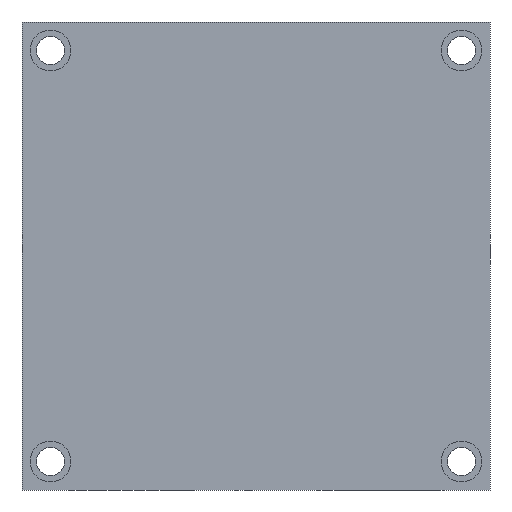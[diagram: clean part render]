
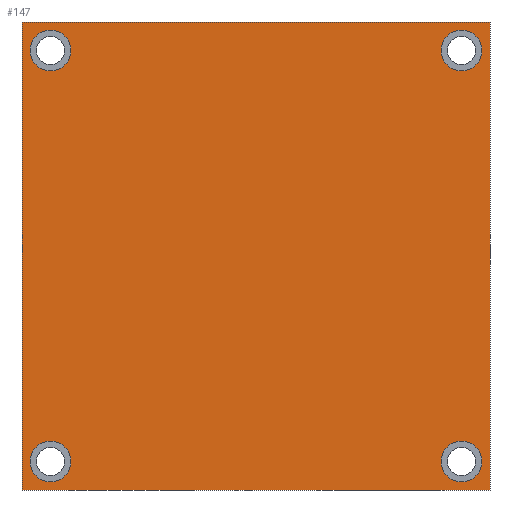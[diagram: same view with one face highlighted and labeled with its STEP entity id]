
A CAD part, front view. The second image highlights one B-rep face of the part: STEP entity #147.
In plain terms, the highlighted planar face has unit normal (0, -1, 0).
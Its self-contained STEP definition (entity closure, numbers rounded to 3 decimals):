
#147 = ADVANCED_FACE( '', ( #344, #345, #346, #347, #348 ), #349, .F. );
#344 = FACE_BOUND( '', #580, .T. );
#345 = FACE_BOUND( '', #581, .T. );
#346 = FACE_OUTER_BOUND( '', #582, .T. );
#347 = FACE_BOUND( '', #583, .T. );
#348 = FACE_BOUND( '', #584, .T. );
#349 = PLANE( '', #585 );
#580 = EDGE_LOOP( '', ( #881 ) );
#581 = EDGE_LOOP( '', ( #882 ) );
#582 = EDGE_LOOP( '', ( #883, #884, #885, #886 ) );
#583 = EDGE_LOOP( '', ( #887 ) );
#584 = EDGE_LOOP( '', ( #888 ) );
#585 = AXIS2_PLACEMENT_3D( '', #889, #890, #891 );
#881 = ORIENTED_EDGE( '', *, *, #1079, .F. );
#882 = ORIENTED_EDGE( '', *, *, #1098, .F. );
#883 = ORIENTED_EDGE( '', *, *, #1068, .T. );
#884 = ORIENTED_EDGE( '', *, *, #1116, .F. );
#885 = ORIENTED_EDGE( '', *, *, #1117, .F. );
#886 = ORIENTED_EDGE( '', *, *, #1118, .T. );
#887 = ORIENTED_EDGE( '', *, *, #1119, .F. );
#888 = ORIENTED_EDGE( '', *, *, #1120, .F. );
#889 = CARTESIAN_POINT( '', ( -115., 0., 230. ) );
#890 = DIRECTION( '', ( 0., 1., 0. ) );
#891 = DIRECTION( '', ( 0., 0., 1. ) );
#1068 = EDGE_CURVE( '', #1214, #1218, #1220, .T. );
#1079 = EDGE_CURVE( '', #1236, #1236, #1237, .T. );
#1098 = EDGE_CURVE( '', #1264, #1264, #1265, .T. );
#1116 = EDGE_CURVE( '', #1291, #1218, #1292, .T. );
#1117 = EDGE_CURVE( '', #1293, #1291, #1294, .T. );
#1118 = EDGE_CURVE( '', #1293, #1214, #1295, .T. );
#1119 = EDGE_CURVE( '', #1296, #1296, #1297, .T. );
#1120 = EDGE_CURVE( '', #1298, #1298, #1299, .T. );
#1214 = VERTEX_POINT( '', #1460 );
#1218 = VERTEX_POINT( '', #1466 );
#1220 = LINE( '', #1469, #1470 );
#1236 = VERTEX_POINT( '', #1486 );
#1237 = CIRCLE( '', #1487, 10. );
#1264 = VERTEX_POINT( '', #1514 );
#1265 = CIRCLE( '', #1515, 10. );
#1291 = VERTEX_POINT( '', #1541 );
#1292 = LINE( '', #1542, #1543 );
#1293 = VERTEX_POINT( '', #1544 );
#1294 = LINE( '', #1545, #1546 );
#1295 = LINE( '', #1547, #1548 );
#1296 = VERTEX_POINT( '', #1549 );
#1297 = CIRCLE( '', #1550, 10. );
#1298 = VERTEX_POINT( '', #1551 );
#1299 = CIRCLE( '', #1552, 10. );
#1460 = CARTESIAN_POINT( '', ( -115., 0., 0. ) );
#1466 = CARTESIAN_POINT( '', ( 115., 0., 0. ) );
#1469 = CARTESIAN_POINT( '', ( -115., 0., 0. ) );
#1470 = VECTOR( '', #1669, 1000. );
#1486 = CARTESIAN_POINT( '', ( 101., 0., 206. ) );
#1487 = AXIS2_PLACEMENT_3D( '', #1685, #1686, #1687 );
#1514 = CARTESIAN_POINT( '', ( 101., 0., 4. ) );
#1515 = AXIS2_PLACEMENT_3D( '', #1715, #1716, #1717 );
#1541 = CARTESIAN_POINT( '', ( 115., 0., 230. ) );
#1542 = CARTESIAN_POINT( '', ( 115., 0., 230. ) );
#1543 = VECTOR( '', #1742, 1000. );
#1544 = CARTESIAN_POINT( '', ( -115., 0., 230. ) );
#1545 = CARTESIAN_POINT( '', ( -115., 0., 230. ) );
#1546 = VECTOR( '', #1743, 1000. );
#1547 = CARTESIAN_POINT( '', ( -115., 0., 230. ) );
#1548 = VECTOR( '', #1744, 1000. );
#1549 = CARTESIAN_POINT( '', ( -101., 0., 4. ) );
#1550 = AXIS2_PLACEMENT_3D( '', #1745, #1746, #1747 );
#1551 = CARTESIAN_POINT( '', ( -101., 0., 206. ) );
#1552 = AXIS2_PLACEMENT_3D( '', #1748, #1749, #1750 );
#1669 = DIRECTION( '', ( 1., 0., 0. ) );
#1685 = CARTESIAN_POINT( '', ( 101., 0., 216. ) );
#1686 = DIRECTION( '', ( 0., -1., 0. ) );
#1687 = DIRECTION( '', ( 0., 0., -1. ) );
#1715 = CARTESIAN_POINT( '', ( 101., 0., 14. ) );
#1716 = DIRECTION( '', ( 0., -1., 0. ) );
#1717 = DIRECTION( '', ( 0., 0., -1. ) );
#1742 = DIRECTION( '', ( 0., 0., -1. ) );
#1743 = DIRECTION( '', ( 1., 0., 0. ) );
#1744 = DIRECTION( '', ( 0., 0., -1. ) );
#1745 = CARTESIAN_POINT( '', ( -101., 0., 14. ) );
#1746 = DIRECTION( '', ( 0., -1., 0. ) );
#1747 = DIRECTION( '', ( 0., 0., -1. ) );
#1748 = CARTESIAN_POINT( '', ( -101., 0., 216. ) );
#1749 = DIRECTION( '', ( 0., -1., 0. ) );
#1750 = DIRECTION( '', ( 0., 0., -1. ) );
